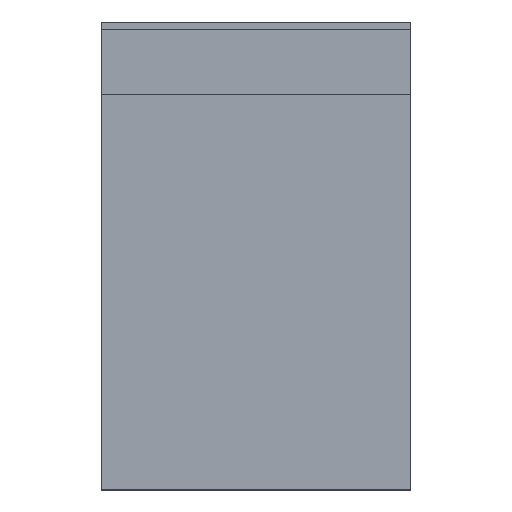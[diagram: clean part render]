
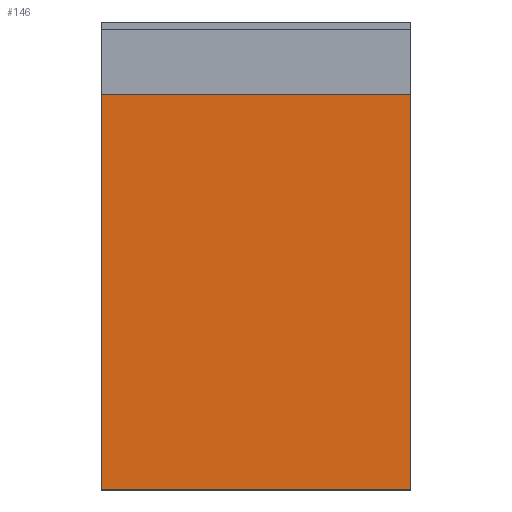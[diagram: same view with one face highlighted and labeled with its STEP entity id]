
A CAD part, top view. The second image highlights one B-rep face of the part: STEP entity #146.
In plain terms, the highlighted planar face has unit normal (0, 0, 1).
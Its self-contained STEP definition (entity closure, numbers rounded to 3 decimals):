
#20=FACE_OUTER_BOUND('',#28,.T.);
#28=EDGE_LOOP('',(#119,#120,#121,#122));
#40=LINE('',#229,#58);
#42=LINE('',#233,#60);
#46=LINE('',#240,#64);
#47=LINE('',#242,#65);
#58=VECTOR('',#188,10.);
#60=VECTOR('',#192,10.);
#64=VECTOR('',#198,10.);
#65=VECTOR('',#201,10.);
#74=VERTEX_POINT('',#226);
#75=VERTEX_POINT('',#228);
#76=VERTEX_POINT('',#232);
#78=VERTEX_POINT('',#238);
#88=EDGE_CURVE('',#74,#75,#40,.T.);
#90=EDGE_CURVE('',#76,#75,#42,.T.);
#94=EDGE_CURVE('',#74,#78,#46,.T.);
#95=EDGE_CURVE('',#78,#76,#47,.T.);
#119=ORIENTED_EDGE('',*,*,#94,.T.);
#120=ORIENTED_EDGE('',*,*,#95,.T.);
#121=ORIENTED_EDGE('',*,*,#90,.T.);
#122=ORIENTED_EDGE('',*,*,#88,.F.);
#138=PLANE('',#168);
#146=ADVANCED_FACE('',(#20),#138,.T.);
#168=AXIS2_PLACEMENT_3D('',#241,#199,#200);
#188=DIRECTION('',(0.,-1.,0.));
#192=DIRECTION('',(1.,0.,0.));
#198=DIRECTION('',(-1.,0.,0.));
#199=DIRECTION('center_axis',(0.,0.,
1.));
#200=DIRECTION('ref_axis',(0.,1.,0.));
#201=DIRECTION('',(0.,-1.,0.));
#226=CARTESIAN_POINT('',(23.4,8.547,14.));
#228=CARTESIAN_POINT('',(23.4,-12.4,14.));
#229=CARTESIAN_POINT('',(23.4,-12.,14.));
#232=CARTESIAN_POINT('',(7.,-12.4,14.));
#233=CARTESIAN_POINT('',(23.,-12.4,14.));
#238=CARTESIAN_POINT('',(7.,8.547,14.));
#240=CARTESIAN_POINT('',(23.,8.547,14.));
#241=CARTESIAN_POINT('Origin',(23.,-12.,14.));
#242=CARTESIAN_POINT('',(7.,-12.,14.));
